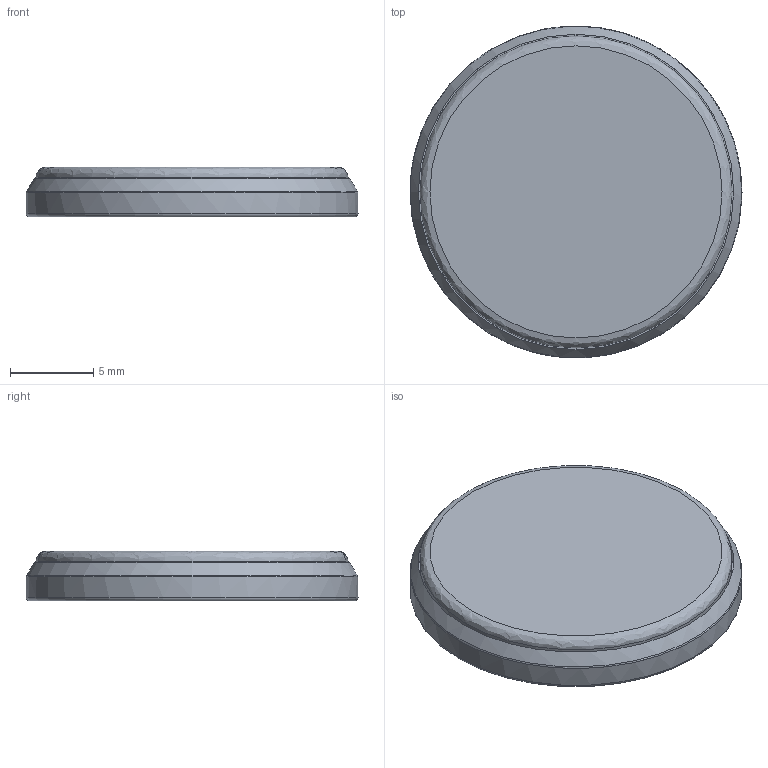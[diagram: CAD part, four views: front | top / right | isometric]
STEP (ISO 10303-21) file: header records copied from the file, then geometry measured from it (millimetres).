
FILE_DESCRIPTION(('FreeCAD Model'),'2;1');
FILE_NAME('Open CASCADE Shape Model','2022-10-16T11:28:21',(''),(''), 'Open CASCADE STEP processor 7.5','FreeCAD','Unknown');
FILE_SCHEMA(('AUTOMOTIVE_DESIGN { 1 0 10303 214 1 1 1 1 }'));
Length unit declared in the file: millimetre
Products named in the file (2): Part; Body
Assembly tree (1 placements, depth 2):
  Part
    Body
Bounding box: 20 x 20 x 3 mm (x, y, z)
Volume: 894.7 mm3; surface area: 865.1 mm2
Topology: 1 solids, 1 shells, 10 faces, 16 edges, 9 vertices
Faces by surface type: plane 3, cylinder 3, torus 1, bspline 1, cone 1, revolution 1
Full cylindrical faces by diameter (mm): 18.8 x1, 19 x1, 20 x1
Entity records: 334 total; most frequent: CARTESIAN_POINT 112, DIRECTION 45, ORIENTED_EDGE 32, AXIS2_PLACEMENT_3D 20, EDGE_CURVE 16, FACE_BOUND 11, EDGE_LOOP 11, ADVANCED_FACE 10
